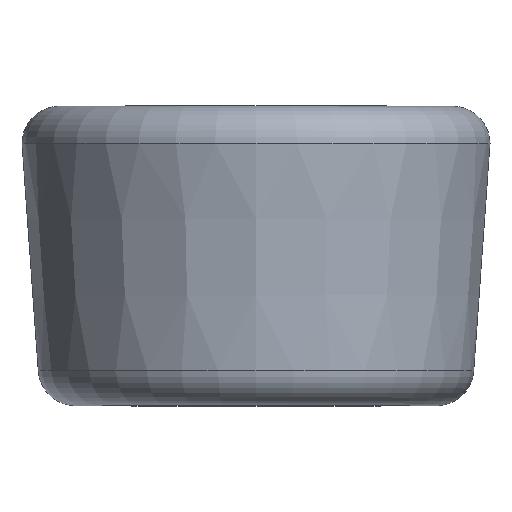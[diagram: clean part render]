
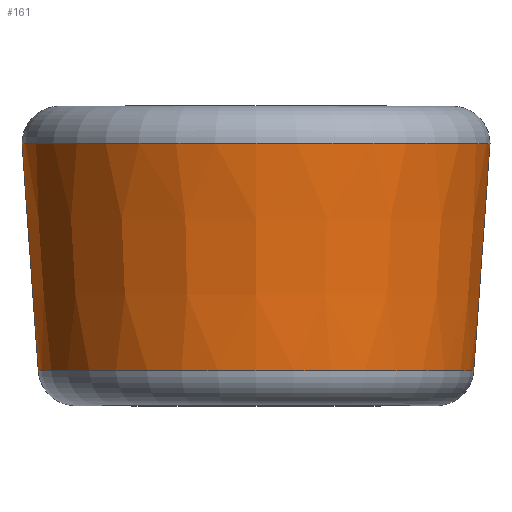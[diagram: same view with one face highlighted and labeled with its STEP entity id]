
A CAD part, top view. The second image highlights one B-rep face of the part: STEP entity #161.
In plain terms, the highlighted conical face has half-angle 4.086 degrees and reference radius 12 mm.
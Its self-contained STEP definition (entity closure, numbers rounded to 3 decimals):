
#19=LINE('',#301,#22);
#22=VECTOR('',#243,12.);
#25=CONICAL_SURFACE('',#196,12.,0.071);
#32=FACE_OUTER_BOUND('',#41,.T.);
#41=EDGE_LOOP('',(#120,#121,#122,#123,#124,#125,#126,#127));
#50=CIRCLE('',#189,11.633);
#54=CIRCLE('',#193,11.633);
#55=CIRCLE('',#194,11.633);
#56=CIRCLE('',#197,12.5);
#57=CIRCLE('',#198,12.5);
#58=CIRCLE('',#199,12.5);
#70=VERTEX_POINT('',#282);
#71=VERTEX_POINT('',#283);
#74=VERTEX_POINT('',#290);
#75=VERTEX_POINT('',#295);
#76=VERTEX_POINT('',#296);
#77=VERTEX_POINT('',#298);
#88=EDGE_CURVE('',#70,#71,#50,.T.);
#92=EDGE_CURVE('',#71,#74,#54,.T.);
#93=EDGE_CURVE('',#74,#70,#55,.T.);
#94=EDGE_CURVE('',#75,#76,#56,.T.);
#95=EDGE_CURVE('',#77,#75,#57,.T.);
#96=EDGE_CURVE('',#76,#77,#58,.T.);
#97=EDGE_CURVE('',#76,#74,#19,.T.);
#120=ORIENTED_EDGE('',*,*,#94,.F.);
#121=ORIENTED_EDGE('',*,*,#95,.F.);
#122=ORIENTED_EDGE('',*,*,#96,.F.);
#123=ORIENTED_EDGE('',*,*,#97,.T.);
#124=ORIENTED_EDGE('',*,*,#92,.F.);
#125=ORIENTED_EDGE('',*,*,#88,.F.);
#126=ORIENTED_EDGE('',*,*,#93,.F.);
#127=ORIENTED_EDGE('',*,*,#97,.F.);
#161=ADVANCED_FACE('',(#32),#25,.T.);
#189=AXIS2_PLACEMENT_3D('',#284,#221,#222);
#193=AXIS2_PLACEMENT_3D('',#291,#229,#230);
#194=AXIS2_PLACEMENT_3D('',#292,#231,#232);
#196=AXIS2_PLACEMENT_3D('',#294,#235,#236);
#197=AXIS2_PLACEMENT_3D('',#297,#237,#238);
#198=AXIS2_PLACEMENT_3D('',#299,#239,#240);
#199=AXIS2_PLACEMENT_3D('',#300,#241,#242);
#221=DIRECTION('center_axis',(0.,-1.,0.));
#222=DIRECTION('ref_axis',(1.,0.,0.));
#229=DIRECTION('center_axis',(0.,-1.,0.));
#230=DIRECTION('ref_axis',(1.,0.,0.));
#231=DIRECTION('center_axis',(0.,-1.,0.));
#232=DIRECTION('ref_axis',(1.,0.,0.));
#235=DIRECTION('center_axis',(0.,1.,0.));
#236=DIRECTION('ref_axis',(-1.,0.,0.));
#237=DIRECTION('center_axis',(0.,1.,0.));
#238=DIRECTION('ref_axis',(1.,0.,0.));
#239=DIRECTION('center_axis',(0.,1.,0.));
#240=DIRECTION('ref_axis',(1.,0.,0.));
#241=DIRECTION('center_axis',(0.,1.,0.));
#242=DIRECTION('ref_axis',(1.,0.,0.));
#243=DIRECTION('',(-0.071,-0.997,0.));
#282=CARTESIAN_POINT('',(-11.633,1.858,0.));
#283=CARTESIAN_POINT('',(0.,1.858,-11.633));
#284=CARTESIAN_POINT('Origin',(0.,1.858,0.));
#290=CARTESIAN_POINT('',(11.633,1.858,0.));
#291=CARTESIAN_POINT('Origin',(0.,1.858,0.));
#292=CARTESIAN_POINT('Origin',(0.,1.858,0.));
#294=CARTESIAN_POINT('Origin',(0.,7.,0.));
#295=CARTESIAN_POINT('',(-12.5,14.,0.));
#296=CARTESIAN_POINT('',(12.5,14.,0.));
#297=CARTESIAN_POINT('Origin',(0.,14.,0.));
#298=CARTESIAN_POINT('',(0.,14.,-12.5));
#299=CARTESIAN_POINT('Origin',(0.,14.,0.));
#300=CARTESIAN_POINT('Origin',(0.,14.,0.));
#301=CARTESIAN_POINT('',(12.,7.,0.));
